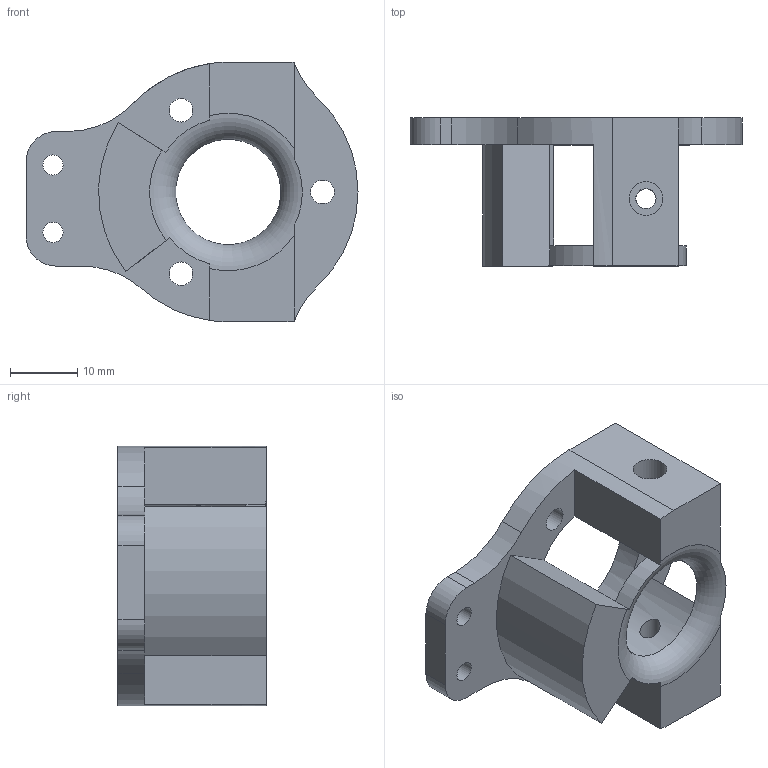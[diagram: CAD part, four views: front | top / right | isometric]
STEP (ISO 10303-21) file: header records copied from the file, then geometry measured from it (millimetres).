
FILE_DESCRIPTION(/* description */ (''),/* implementation_level */ '2;1');
FILE_NAME(/* name */ 'Encoder Base.step',/* time_stamp */ '2018-04-17T21:24:44-04:00',/* author */ ('scottziv'),/* organization */ (''),/* preprocessor_version */ 'ST-DEVELOPER v16.13',/* originating_system */ 'Autodesk Translation Framework v6.5.0.72',/* authorisation */ '');
FILE_SCHEMA (('AUTOMOTIVE_DESIGN { 1 0 10303 214 3 1 1 }'));
Length unit declared in the file: millimetre
Products named in the file (2): Dc Extruder; Encoder Base
Assembly tree (1 placements, depth 2):
  Dc Extruder
    Encoder Base
Bounding box: 49.25 x 22 x 38.5 mm (x, y, z)
Volume: 11210.6 mm3; surface area: 6431 mm2
Topology: 1 solids, 1 shells, 46 faces, 136 edges, 88 vertices
Faces by surface type: cylinder 24, plane 21, torus 1
Full cylindrical faces by diameter (mm): 3 x4, 3.5 x3, 5 x2, 22 x1
Entity records: 1728 total; most frequent: CARTESIAN_POINT 351, DIRECTION 290, ORIENTED_EDGE 272, EDGE_CURVE 136, AXIS2_PLACEMENT_3D 111, VERTEX_POINT 88, LINE 68, VECTOR 68
